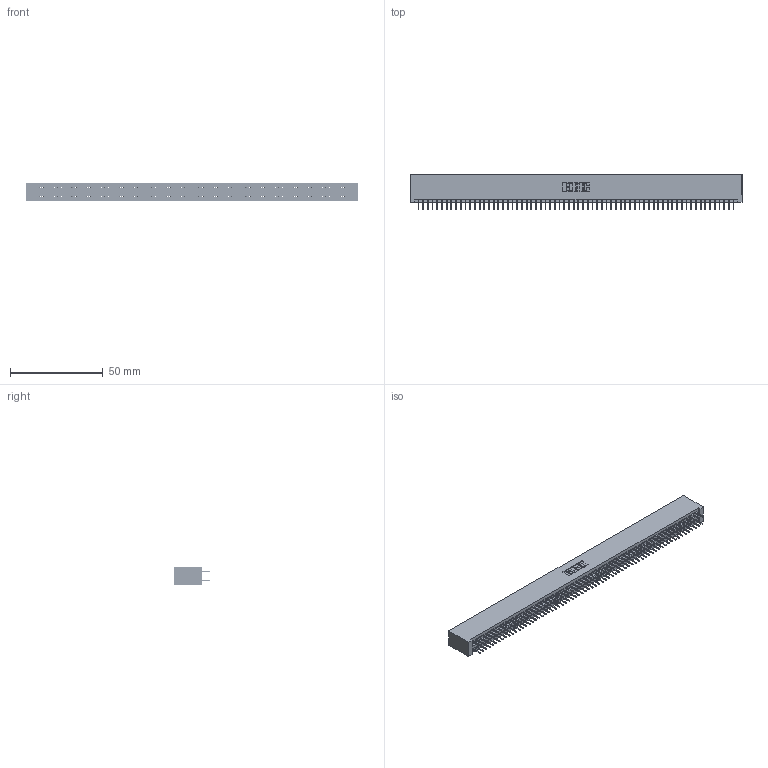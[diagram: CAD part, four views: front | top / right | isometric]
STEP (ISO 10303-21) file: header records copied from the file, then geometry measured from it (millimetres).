
FILE_DESCRIPTION (( 'STEP AP203' ), '1' );
FILE_NAME ('345-136-524-201.STEP', '2018-10-20T13:14:49', ( '' ), ( '' ), 'SwSTEP 2.0', 'SolidWorks 2016', '' );
FILE_SCHEMA (( 'CONFIG_CONTROL_DESIGN' ));
Length unit declared in the file: inch
Products named in the file (3): 345 Part_No Mounting Lugs; 345-136-524-201; 345-292-001_345-293-124
Assembly tree (137 placements, depth 2):
  345-136-524-201
    345 Part_No Mounting Lugs
    345-292-001_345-293-124  x136
Bounding box: 179.32 x 19.35 x 9.4 mm (x, y, z)
Volume: 18071.2 mm3; surface area: 26975.7 mm2
Topology: 137 solids, 137 shells, 7462 faces, 21125 edges, 13538 vertices
Faces by surface type: plane 5380, cylinder 2082
Entity records: 49651 total; most frequent: CARTESIAN_POINT 8296, ORIENTED_EDGE 8230, DIRECTION 7279, EDGE_CURVE 4115, VECTOR 3723, LINE 3723, VERTEX_POINT 2738, AXIS2_PLACEMENT_3D 1778
